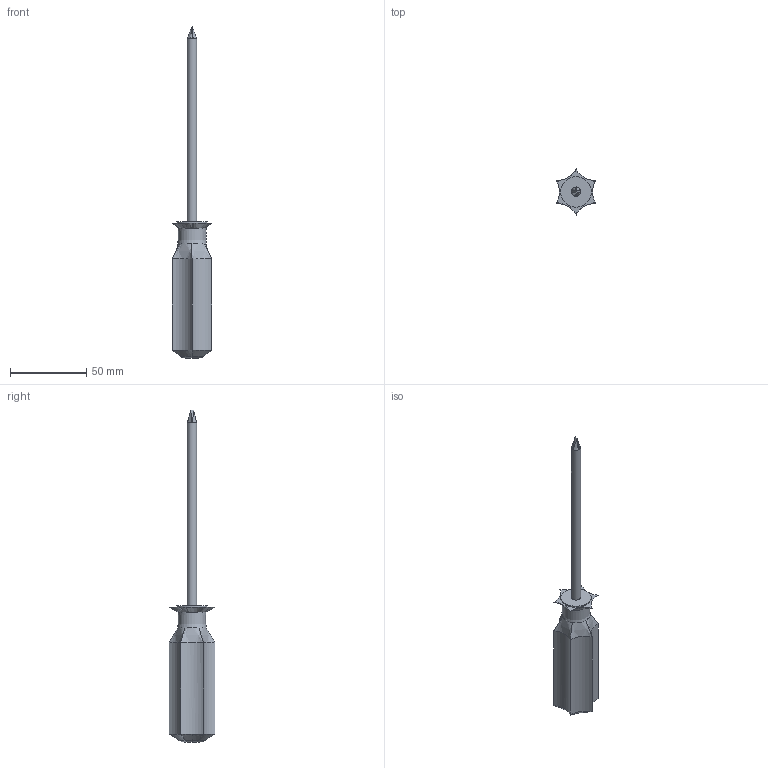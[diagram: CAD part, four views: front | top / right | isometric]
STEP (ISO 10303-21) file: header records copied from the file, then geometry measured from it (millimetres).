
FILE_DESCRIPTION(('HOOPS Exchange Step'),'2;1');
FILE_NAME('temp_export','2024-07-27T15:24:37+08:00',('sharma21'),('Shapr3D Limited'),'HOOPS Exchange 2024.2','Shapr3D','Authorized');
FILE_SCHEMA( ('AUTOMOTIVE_DESIGN { 1 0 10303 214 1 1 1 1 }') );
Length unit declared in the file: millimetre
Products named in the file (1): root
Bounding box: 25.98 x 30 x 217.19 mm (x, y, z)
Volume: 39438.8 mm3; surface area: 13020 mm2
Topology: 10 solids, 10 shells, 82 faces, 171 edges, 111 vertices
Faces by surface type: plane 34, bspline 25, cylinder 9, cone 7, torus 7
Full cylindrical faces by diameter (mm): 6 x1, 20 x1
Entity records: 3545 total; most frequent: CARTESIAN_POINT 1851, ORIENTED_EDGE 340, DIRECTION 316, EDGE_CURVE 170, AXIS2_PLACEMENT_3D 118, VERTEX_POINT 111, EDGE_LOOP 85, FACE_BOUND 85
